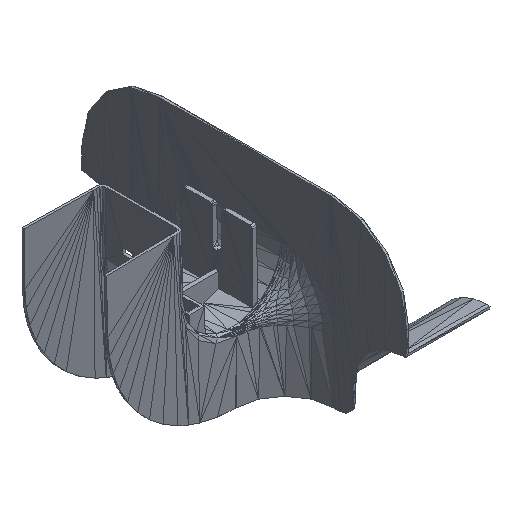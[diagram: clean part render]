
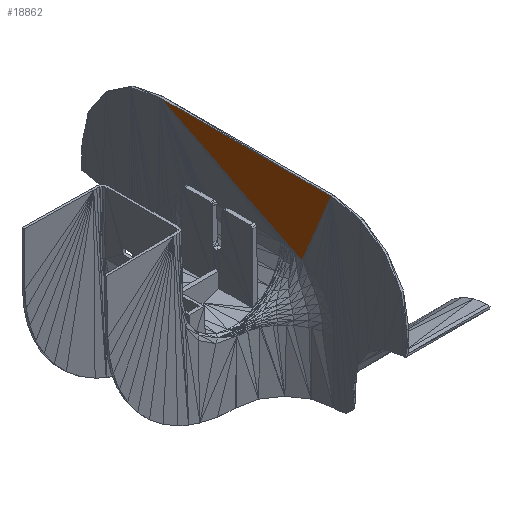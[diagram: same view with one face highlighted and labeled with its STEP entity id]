
A CAD part, isometric view. The second image highlights one B-rep face of the part: STEP entity #18862.
In plain terms, the highlighted planar face has unit normal (-1, 0, 0.018).
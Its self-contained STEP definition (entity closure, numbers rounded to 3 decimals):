
#3177 = VERTEX_POINT('',#3178);
#3178 = CARTESIAN_POINT('',(57.285,67.335,
    65.325));
#12334 = VERTEX_POINT('',#12335);
#12335 = CARTESIAN_POINT('',(57.285,-67.335,
    65.325));
#18578 = PLANE('',#18579);
#18579 = AXIS2_PLACEMENT_3D('',#18580,#18581,#18582);
#18580 = CARTESIAN_POINT('',(57.766,0.474,
    65.325));
#18581 = DIRECTION('',(0.,0.,
    1.));
#18582 = DIRECTION('',(1.,0.,0.));
#18672 = EDGE_CURVE('',#3177,#12334,#18673,.T.);
#18673 = SURFACE_CURVE('',#18674,(#18678,#18685),.PCURVE_S1.);
#18674 = LINE('',#18675,#18676);
#18675 = CARTESIAN_POINT('',(57.285,67.335,
    65.325));
#18676 = VECTOR('',#18677,1.);
#18677 = DIRECTION('',(0.,-1.,0.));
#18678 = PCURVE('',#18578,#18679);
#18679 = DEFINITIONAL_REPRESENTATION('',(#18680),#18684);
#18680 = LINE('',#18681,#18682);
#18681 = CARTESIAN_POINT('',(-0.481,66.861));
#18682 = VECTOR('',#18683,1.);
#18683 = DIRECTION('',(0.,-1.));
#18684 = ( GEOMETRIC_REPRESENTATION_CONTEXT(2) 
PARAMETRIC_REPRESENTATION_CONTEXT() REPRESENTATION_CONTEXT('2D SPACE',''
  ) );
#18685 = PCURVE('',#18686,#18691);
#18686 = PLANE('',#18687);
#18687 = AXIS2_PLACEMENT_3D('',#18688,#18689,#18690);
#18688 = CARTESIAN_POINT('',(57.013,-6.037,
    49.718));
#18689 = DIRECTION('',(-1.,0.,
    0.017));
#18690 = DIRECTION('',(-0.017,0.,-1.));
#18691 = DEFINITIONAL_REPRESENTATION('',(#18692),#18696);
#18692 = LINE('',#18693,#18694);
#18693 = CARTESIAN_POINT('',(-15.609,-73.372));
#18694 = VECTOR('',#18695,1.);
#18695 = DIRECTION('',(0.,1.));
#18696 = ( GEOMETRIC_REPRESENTATION_CONTEXT(2) 
PARAMETRIC_REPRESENTATION_CONTEXT() REPRESENTATION_CONTEXT('2D SPACE',''
  ) );
#18862 = ADVANCED_FACE('',(#18863),#18686,.T.);
#18863 = FACE_BOUND('',#18864,.T.);
#18864 = EDGE_LOOP('',(#18865,#18893,#18919));
#18865 = ORIENTED_EDGE('',*,*,#18866,.T.);
#18866 = EDGE_CURVE('',#3177,#18867,#18869,.T.);
#18867 = VERTEX_POINT('',#18868);
#18868 = CARTESIAN_POINT('',(56.34,-45.395,
    11.2));
#18869 = SURFACE_CURVE('',#18870,(#18874,#18881),.PCURVE_S1.);
#18870 = LINE('',#18871,#18872);
#18871 = CARTESIAN_POINT('',(57.285,67.335,
    65.325));
#18872 = VECTOR('',#18873,1.);
#18873 = DIRECTION('',(-0.008,-0.901,
    -0.433));
#18874 = PCURVE('',#18686,#18875);
#18875 = DEFINITIONAL_REPRESENTATION('',(#18876),#18880);
#18876 = LINE('',#18877,#18878);
#18877 = CARTESIAN_POINT('',(-15.609,-73.372));
#18878 = VECTOR('',#18879,1.);
#18879 = DIRECTION('',(0.433,0.901));
#18880 = ( GEOMETRIC_REPRESENTATION_CONTEXT(2) 
PARAMETRIC_REPRESENTATION_CONTEXT() REPRESENTATION_CONTEXT('2D SPACE',''
  ) );
#18881 = PCURVE('',#18882,#18887);
#18882 = PLANE('',#18883);
#18883 = AXIS2_PLACEMENT_3D('',#18884,#18885,#18886);
#18884 = CARTESIAN_POINT('',(56.811,11.012,
    38.165));
#18885 = DIRECTION('',(-1.,0.,
    0.017));
#18886 = DIRECTION('',(-0.017,0.,-1.));
#18887 = DEFINITIONAL_REPRESENTATION('',(#18888),#18892);
#18888 = LINE('',#18889,#18890);
#18889 = CARTESIAN_POINT('',(-27.164,-56.323));
#18890 = VECTOR('',#18891,1.);
#18891 = DIRECTION('',(0.433,0.901));
#18892 = ( GEOMETRIC_REPRESENTATION_CONTEXT(2) 
PARAMETRIC_REPRESENTATION_CONTEXT() REPRESENTATION_CONTEXT('2D SPACE',''
  ) );
#18893 = ORIENTED_EDGE('',*,*,#18894,.T.);
#18894 = EDGE_CURVE('',#18867,#12334,#18895,.T.);
#18895 = SURFACE_CURVE('',#18896,(#18900,#18907),.PCURVE_S1.);
#18896 = LINE('',#18897,#18898);
#18897 = CARTESIAN_POINT('',(56.34,-45.395,
    11.2));
#18898 = VECTOR('',#18899,1.);
#18899 = DIRECTION('',(0.016,-0.376,0.927
    ));
#18900 = PCURVE('',#18686,#18901);
#18901 = DEFINITIONAL_REPRESENTATION('',(#18902),#18906);
#18902 = LINE('',#18903,#18904);
#18903 = CARTESIAN_POINT('',(38.524,39.358));
#18904 = VECTOR('',#18905,1.);
#18905 = DIRECTION('',(-0.927,0.376));
#18906 = ( GEOMETRIC_REPRESENTATION_CONTEXT(2) 
PARAMETRIC_REPRESENTATION_CONTEXT() REPRESENTATION_CONTEXT('2D SPACE',''
  ) );
#18907 = PCURVE('',#18908,#18913);
#18908 = PLANE('',#18909);
#18909 = AXIS2_PLACEMENT_3D('',#18910,#18911,#18912);
#18910 = CARTESIAN_POINT('',(56.806,-56.53,
    37.861));
#18911 = DIRECTION('',(-1.,0.,
    0.017));
#18912 = DIRECTION('',(-0.017,0.,-1.));
#18913 = DEFINITIONAL_REPRESENTATION('',(#18914),#18918);
#18914 = LINE('',#18915,#18916);
#18915 = CARTESIAN_POINT('',(26.664,-11.135));
#18916 = VECTOR('',#18917,1.);
#18917 = DIRECTION('',(-0.927,0.376));
#18918 = ( GEOMETRIC_REPRESENTATION_CONTEXT(2) 
PARAMETRIC_REPRESENTATION_CONTEXT() REPRESENTATION_CONTEXT('2D SPACE',''
  ) );
#18919 = ORIENTED_EDGE('',*,*,#18672,.F.);
